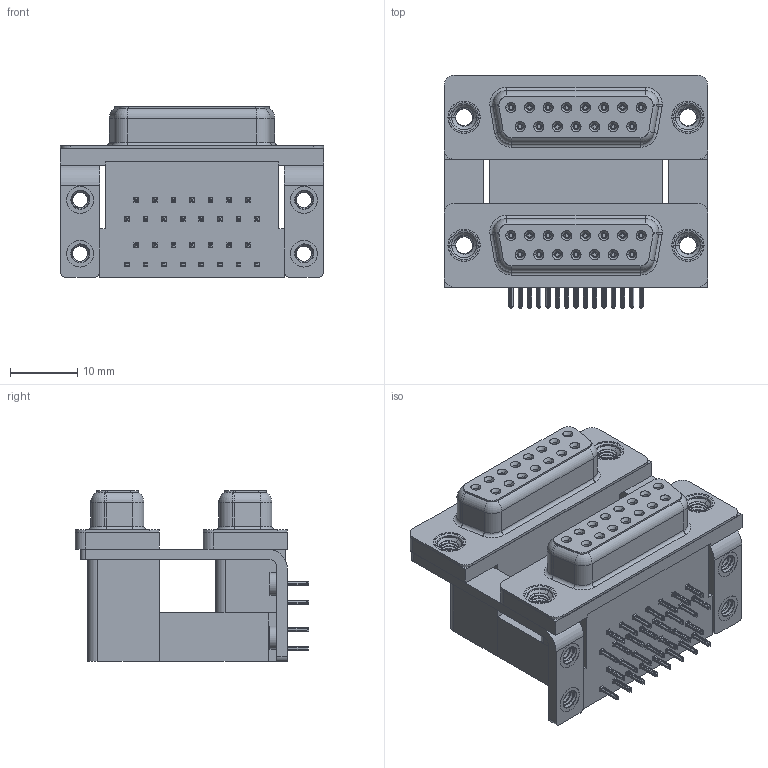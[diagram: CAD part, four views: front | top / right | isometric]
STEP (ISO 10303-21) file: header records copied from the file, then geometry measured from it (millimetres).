
FILE_DESCRIPTION (( 'STEP AP203' ), '1' );
FILE_NAME ('662-015-264-05A.STEP', '2022-06-21T20:44:17', ( '' ), ( '' ), 'SwSTEP 2.0', 'SolidWorks 2020', '' );
FILE_SCHEMA (( 'CONFIG_CONTROL_DESIGN' ));
Length unit declared in the file: millimetre
Products named in the file (12): 662 Shell_15 Contacts; 662 Housing Lower_15 Contacts; 662 Threaded Rivet_M3; 662 Mounting Bracket_ThruM; 662 Housing Spacer_15 Contacts M; 662-015-264-05A; 662 Contact Bottom Lower; 662 Contact Bottom Upper_M; 662 Housing Upper_15 Contacts M; 662 Contact Top Lower; 662 4-40 Threaded Board Mount; 662 Contact Top Upper_M
Assembly tree (45 placements, depth 2):
  662-015-264-05A
    662 Housing Lower_15 Contacts
    662 Housing Spacer_15 Contacts M
    662 Housing Upper_15 Contacts M
    662 Shell_15 Contacts  x2
    662 Contact Bottom Lower  x7
    662 Contact Top Lower  x8
    662 Contact Bottom Upper_M  x7
    662 Contact Top Upper_M  x8
    662 Mounting Bracket_ThruM  x2
    662 4-40 Threaded Board Mount  x4
    662 Threaded Rivet_M3  x4
Bounding box: 39.19 x 34.78 x 25.4 mm (x, y, z)
Volume: 16036.8 mm3; surface area: 18193.3 mm2
Topology: 45 solids, 45 shells, 5006 faces, 13086 edges, 8216 vertices
Faces by surface type: plane 2208, cylinder 1258, bspline 1048, cone 416, torus 76
Entity records: 51145 total; most frequent: CARTESIAN_POINT 17262, ORIENTED_EDGE 6850, DIRECTION 5987, EDGE_CURVE 3425, LINE 2255, VECTOR 2255, VERTEX_POINT 2186, AXIS2_PLACEMENT_3D 1866
